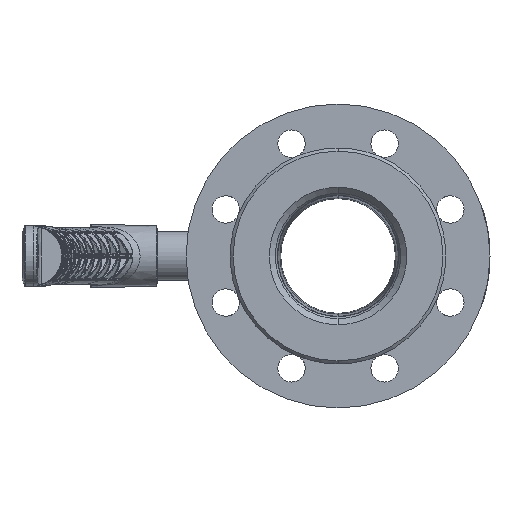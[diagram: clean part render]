
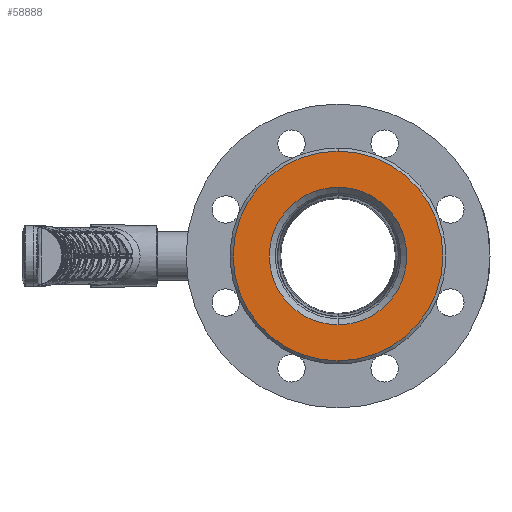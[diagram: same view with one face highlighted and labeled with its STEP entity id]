
A CAD part, left-side view. The second image highlights one B-rep face of the part: STEP entity #58888.
In plain terms, the highlighted planar face has unit normal (-1, 0, 0).
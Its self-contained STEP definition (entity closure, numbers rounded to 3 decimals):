
#4952 = DIRECTION ( 'NONE',  ( 1., 0., 0. ) ) ;
#6351 = EDGE_CURVE ( 'NONE', #78728, #20273, #24952, .T. ) ;
#8506 = AXIS2_PLACEMENT_3D ( 'NONE', #27126, #4952, #47270 ) ;
#9661 = DIRECTION ( 'NONE',  ( -1., 0., 0. ) ) ;
#11136 = CARTESIAN_POINT ( 'NONE',  ( -155., 0., 45.25 ) ) ;
#12304 = AXIS2_PLACEMENT_3D ( 'NONE', #72335, #46965, #73631 ) ;
#13525 = VERTEX_POINT ( 'NONE', #64805 ) ;
#14824 = FACE_OUTER_BOUND ( 'NONE', #79368, .T. ) ;
#17918 = EDGE_CURVE ( 'NONE', #81198, #13525, #83790, .T. ) ;
#20273 = VERTEX_POINT ( 'NONE', #38238 ) ;
#21392 = FACE_BOUND ( 'NONE', #39973, .T. ) ;
#23148 = CARTESIAN_POINT ( 'NONE',  ( -155., 0., 0. ) ) ;
#23801 = CIRCLE ( 'NONE', #72755, 45.25 ) ;
#24952 = CIRCLE ( 'NONE', #45981, 69. ) ;
#27126 = CARTESIAN_POINT ( 'NONE',  ( -155., -45.25, 0. ) ) ;
#34986 = ORIENTED_EDGE ( 'NONE', *, *, #6351, .T. ) ;
#37148 = DIRECTION ( 'NONE',  ( -1., 0., 0. ) ) ;
#38238 = CARTESIAN_POINT ( 'NONE',  ( -155., 0., -69. ) ) ;
#39973 = EDGE_LOOP ( 'NONE', ( #74454, #54821 ) ) ;
#40316 = EDGE_CURVE ( 'NONE', #13525, #81198, #23801, .T. ) ;
#41546 = PLANE ( 'NONE',  #8506 ) ;
#45981 = AXIS2_PLACEMENT_3D ( 'NONE', #23148, #63436, #83573 ) ;
#46965 = DIRECTION ( 'NONE',  ( -1., 0., 0. ) ) ;
#47270 = DIRECTION ( 'NONE',  ( 0., 0., 1. ) ) ;
#48948 = AXIS2_PLACEMENT_3D ( 'NONE', #69597, #9661, #70462 ) ;
#54821 = ORIENTED_EDGE ( 'NONE', *, *, #17918, .F. ) ;
#58888 = ADVANCED_FACE ( 'NONE', ( #21392, #14824 ), #41546, .F. ) ;
#63436 = DIRECTION ( 'NONE',  ( -1., 0., 0. ) ) ;
#64805 = CARTESIAN_POINT ( 'NONE',  ( -155., 0., -45.25 ) ) ;
#66890 = CIRCLE ( 'NONE', #12304, 69. ) ;
#69597 = CARTESIAN_POINT ( 'NONE',  ( -155., 0., 0. ) ) ;
#70462 = DIRECTION ( 'NONE',  ( 0., 0., -1. ) ) ;
#72335 = CARTESIAN_POINT ( 'NONE',  ( -155., 0., 0. ) ) ;
#72755 = AXIS2_PLACEMENT_3D ( 'NONE', #78258, #37148, #77390 ) ;
#73631 = DIRECTION ( 'NONE',  ( 0., 0., -1. ) ) ;
#74454 = ORIENTED_EDGE ( 'NONE', *, *, #40316, .F. ) ;
#75613 = EDGE_CURVE ( 'NONE', #20273, #78728, #66890, .T. ) ;
#77390 = DIRECTION ( 'NONE',  ( 0., 0., -1. ) ) ;
#78258 = CARTESIAN_POINT ( 'NONE',  ( -155., 0., 0. ) ) ;
#78728 = VERTEX_POINT ( 'NONE', #82310 ) ;
#79368 = EDGE_LOOP ( 'NONE', ( #34986, #82064 ) ) ;
#81198 = VERTEX_POINT ( 'NONE', #11136 ) ;
#82064 = ORIENTED_EDGE ( 'NONE', *, *, #75613, .T. ) ;
#82310 = CARTESIAN_POINT ( 'NONE',  ( -155., 0., 69. ) ) ;
#83573 = DIRECTION ( 'NONE',  ( 0., 0., -1. ) ) ;
#83790 = CIRCLE ( 'NONE', #48948, 45.25 ) ;
